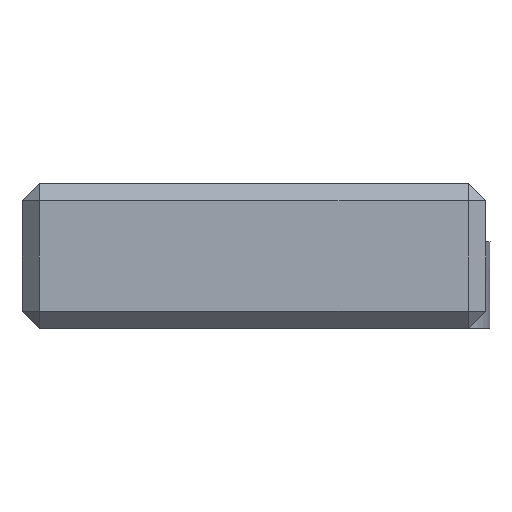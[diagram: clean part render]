
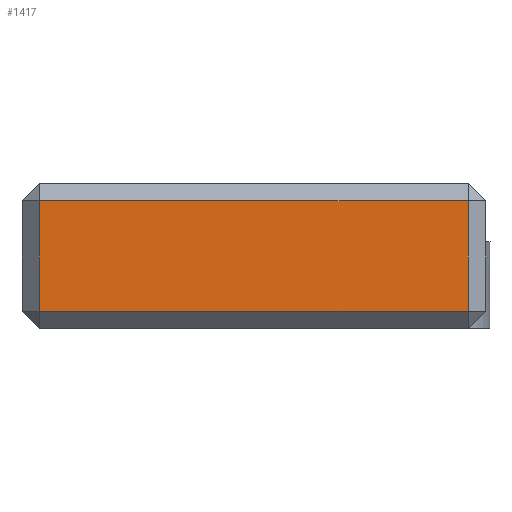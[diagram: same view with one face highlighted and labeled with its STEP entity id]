
A CAD part, left-side view. The second image highlights one B-rep face of the part: STEP entity #1417.
In plain terms, the highlighted planar face has unit normal (-1, 0, 0).
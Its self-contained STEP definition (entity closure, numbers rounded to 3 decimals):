
#100 = PLANE('',#101);
#101 = AXIS2_PLACEMENT_3D('',#102,#103,#104);
#102 = CARTESIAN_POINT('',(-25.7,8.,0.3));
#103 = DIRECTION('',(-0.707,0.,-0.707));
#104 = DIRECTION('',(0.,-1.,0.));
#498 = VERTEX_POINT('',#499);
#499 = CARTESIAN_POINT('',(-26.,7.4,0.6));
#522 = VERTEX_POINT('',#523);
#523 = CARTESIAN_POINT('',(-26.,-7.4,0.6));
#544 = EDGE_CURVE('',#498,#522,#545,.T.);
#545 = SURFACE_CURVE('',#546,(#550,#557),.PCURVE_S1.);
#546 = LINE('',#547,#548);
#547 = CARTESIAN_POINT('',(-26.,8.,0.6));
#548 = VECTOR('',#549,1.);
#549 = DIRECTION('',(0.,-1.,0.));
#550 = PCURVE('',#100,#551);
#551 = DEFINITIONAL_REPRESENTATION('',(#552),#556);
#552 = LINE('',#553,#554);
#553 = CARTESIAN_POINT('',(0.,0.424));
#554 = VECTOR('',#555,1.);
#555 = DIRECTION('',(1.,0.));
#556 = ( GEOMETRIC_REPRESENTATION_CONTEXT(2) 
PARAMETRIC_REPRESENTATION_CONTEXT() REPRESENTATION_CONTEXT('2D SPACE',''
  ) );
#557 = PCURVE('',#558,#563);
#558 = PLANE('',#559);
#559 = AXIS2_PLACEMENT_3D('',#560,#561,#562);
#560 = CARTESIAN_POINT('',(-26.,8.,5.));
#561 = DIRECTION('',(1.,0.,0.));
#562 = DIRECTION('',(0.,0.,-1.));
#563 = DEFINITIONAL_REPRESENTATION('',(#564),#568);
#564 = LINE('',#565,#566);
#565 = CARTESIAN_POINT('',(4.4,0.));
#566 = VECTOR('',#567,1.);
#567 = DIRECTION('',(0.,-1.));
#568 = ( GEOMETRIC_REPRESENTATION_CONTEXT(2) 
PARAMETRIC_REPRESENTATION_CONTEXT() REPRESENTATION_CONTEXT('2D SPACE',''
  ) );
#919 = PLANE('',#920);
#920 = AXIS2_PLACEMENT_3D('',#921,#922,#923);
#921 = CARTESIAN_POINT('',(-25.7,7.7,5.));
#922 = DIRECTION('',(-0.707,0.707,0.));
#923 = DIRECTION('',(0.,0.,1.));
#1197 = PLANE('',#1198);
#1198 = AXIS2_PLACEMENT_3D('',#1199,#1200,#1201);
#1199 = CARTESIAN_POINT('',(-25.7,-7.7,5.));
#1200 = DIRECTION('',(0.707,0.707,0.));
#1201 = DIRECTION('',(0.,0.,1.));
#1417 = ADVANCED_FACE('',(#1418),#558,.F.);
#1418 = FACE_BOUND('',#1419,.F.);
#1419 = EDGE_LOOP('',(#1420,#1450,#1471,#1472));
#1420 = ORIENTED_EDGE('',*,*,#1421,.T.);
#1421 = EDGE_CURVE('',#1422,#1424,#1426,.T.);
#1422 = VERTEX_POINT('',#1423);
#1423 = CARTESIAN_POINT('',(-26.,7.4,4.4));
#1424 = VERTEX_POINT('',#1425);
#1425 = CARTESIAN_POINT('',(-26.,-7.4,4.4));
#1426 = SURFACE_CURVE('',#1427,(#1431,#1438),.PCURVE_S1.);
#1427 = LINE('',#1428,#1429);
#1428 = CARTESIAN_POINT('',(-26.,8.,4.4));
#1429 = VECTOR('',#1430,1.);
#1430 = DIRECTION('',(0.,-1.,0.));
#1431 = PCURVE('',#558,#1432);
#1432 = DEFINITIONAL_REPRESENTATION('',(#1433),#1437);
#1433 = LINE('',#1434,#1435);
#1434 = CARTESIAN_POINT('',(0.6,0.));
#1435 = VECTOR('',#1436,1.);
#1436 = DIRECTION('',(0.,-1.));
#1437 = ( GEOMETRIC_REPRESENTATION_CONTEXT(2) 
PARAMETRIC_REPRESENTATION_CONTEXT() REPRESENTATION_CONTEXT('2D SPACE',''
  ) );
#1438 = PCURVE('',#1439,#1444);
#1439 = PLANE('',#1440);
#1440 = AXIS2_PLACEMENT_3D('',#1441,#1442,#1443);
#1441 = CARTESIAN_POINT('',(-25.7,8.,4.7));
#1442 = DIRECTION('',(-0.707,0.,0.707));
#1443 = DIRECTION('',(0.,-1.,0.));
#1444 = DEFINITIONAL_REPRESENTATION('',(#1445),#1449);
#1445 = LINE('',#1446,#1447);
#1446 = CARTESIAN_POINT('',(0.,-0.424));
#1447 = VECTOR('',#1448,1.);
#1448 = DIRECTION('',(1.,0.));
#1449 = ( GEOMETRIC_REPRESENTATION_CONTEXT(2) 
PARAMETRIC_REPRESENTATION_CONTEXT() REPRESENTATION_CONTEXT('2D SPACE',''
  ) );
#1450 = ORIENTED_EDGE('',*,*,#1451,.T.);
#1451 = EDGE_CURVE('',#1424,#522,#1452,.T.);
#1452 = SURFACE_CURVE('',#1453,(#1457,#1464),.PCURVE_S1.);
#1453 = LINE('',#1454,#1455);
#1454 = CARTESIAN_POINT('',(-26.,-7.4,5.));
#1455 = VECTOR('',#1456,1.);
#1456 = DIRECTION('',(0.,0.,-1.));
#1457 = PCURVE('',#558,#1458);
#1458 = DEFINITIONAL_REPRESENTATION('',(#1459),#1463);
#1459 = LINE('',#1460,#1461);
#1460 = CARTESIAN_POINT('',(0.,-15.4));
#1461 = VECTOR('',#1462,1.);
#1462 = DIRECTION('',(1.,0.));
#1463 = ( GEOMETRIC_REPRESENTATION_CONTEXT(2) 
PARAMETRIC_REPRESENTATION_CONTEXT() REPRESENTATION_CONTEXT('2D SPACE',''
  ) );
#1464 = PCURVE('',#1197,#1465);
#1465 = DEFINITIONAL_REPRESENTATION('',(#1466),#1470);
#1466 = LINE('',#1467,#1468);
#1467 = CARTESIAN_POINT('',(0.,-0.424));
#1468 = VECTOR('',#1469,1.);
#1469 = DIRECTION('',(-1.,0.));
#1470 = ( GEOMETRIC_REPRESENTATION_CONTEXT(2) 
PARAMETRIC_REPRESENTATION_CONTEXT() REPRESENTATION_CONTEXT('2D SPACE',''
  ) );
#1471 = ORIENTED_EDGE('',*,*,#544,.F.);
#1472 = ORIENTED_EDGE('',*,*,#1473,.F.);
#1473 = EDGE_CURVE('',#1422,#498,#1474,.T.);
#1474 = SURFACE_CURVE('',#1475,(#1479,#1486),.PCURVE_S1.);
#1475 = LINE('',#1476,#1477);
#1476 = CARTESIAN_POINT('',(-26.,7.4,5.));
#1477 = VECTOR('',#1478,1.);
#1478 = DIRECTION('',(0.,0.,-1.));
#1479 = PCURVE('',#558,#1480);
#1480 = DEFINITIONAL_REPRESENTATION('',(#1481),#1485);
#1481 = LINE('',#1482,#1483);
#1482 = CARTESIAN_POINT('',(0.,-0.6));
#1483 = VECTOR('',#1484,1.);
#1484 = DIRECTION('',(1.,0.));
#1485 = ( GEOMETRIC_REPRESENTATION_CONTEXT(2) 
PARAMETRIC_REPRESENTATION_CONTEXT() REPRESENTATION_CONTEXT('2D SPACE',''
  ) );
#1486 = PCURVE('',#919,#1487);
#1487 = DEFINITIONAL_REPRESENTATION('',(#1488),#1492);
#1488 = LINE('',#1489,#1490);
#1489 = CARTESIAN_POINT('',(0.,-0.424));
#1490 = VECTOR('',#1491,1.);
#1491 = DIRECTION('',(-1.,0.));
#1492 = ( GEOMETRIC_REPRESENTATION_CONTEXT(2) 
PARAMETRIC_REPRESENTATION_CONTEXT() REPRESENTATION_CONTEXT('2D SPACE',''
  ) );
